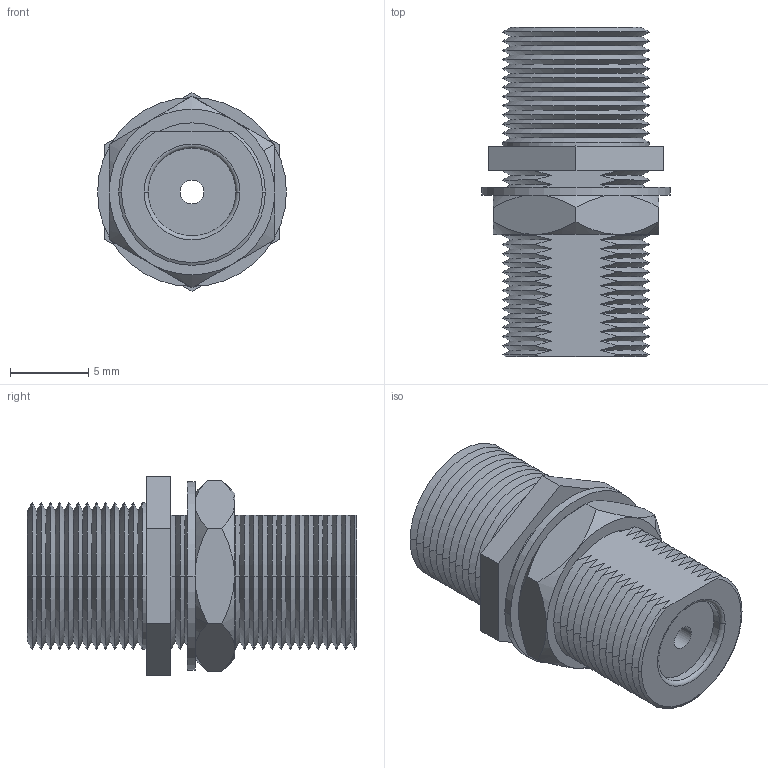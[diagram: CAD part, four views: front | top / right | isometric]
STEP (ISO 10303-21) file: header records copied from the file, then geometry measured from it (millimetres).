
FILE_DESCRIPTION (( 'STEP AP214' ), '1' );
FILE_NAME ('BA330A.STEP', '2006-08-02T11:53:54', ( 'L-COM' ), ( 'L-COM' ), 'SwSTEP 2.0', 'SolidWorks 2006004', '' );
FILE_SCHEMA (( 'AUTOMOTIVE_DESIGN' ));
Length unit declared in the file: inch
Products named in the file (4): BA330A-MA2; BA330A-MA1; BA330A
Assembly tree (3 placements, depth 2):
  BA330A
    BA330A-MA1
    BA330A-MA2
    BA330A
Bounding box: 12.04 x 20.98 x 12.65 mm (x, y, z)
Volume: 1371.1 mm3; surface area: 1715.3 mm2
Topology: 3 solids, 3 shells, 228 faces, 506 edges, 288 vertices
Faces by surface type: cone 187, plane 23, cylinder 14, torus 4
Entity records: 6655 total; most frequent: CARTESIAN_POINT 1426, DIRECTION 1094, ORIENTED_EDGE 1012, EDGE_CURVE 506, AXIS2_PLACEMENT_3D 460, VERTEX_POINT 288, EDGE_LOOP 238, ADVANCED_FACE 228
